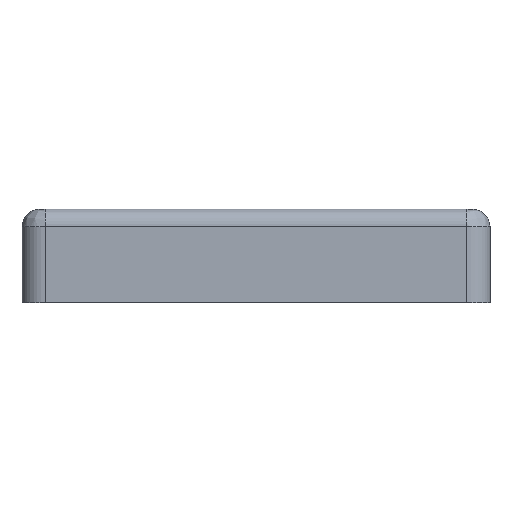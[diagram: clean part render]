
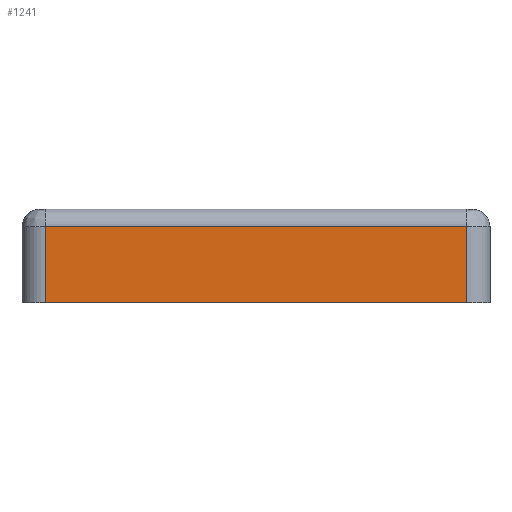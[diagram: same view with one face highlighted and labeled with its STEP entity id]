
A CAD part, front view. The second image highlights one B-rep face of the part: STEP entity #1241.
In plain terms, the highlighted planar face has unit normal (0, -1, 0).
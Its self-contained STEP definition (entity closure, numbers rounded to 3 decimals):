
#300 = CARTESIAN_POINT ( 'NONE',  ( -40., -40., 0. ) ) ;
#467 = EDGE_CURVE ( 'NONE', #3399, #6608, #2059, .T. ) ;
#669 = EDGE_CURVE ( 'NONE', #8235, #6170, #9127, .T. ) ;
#1241 = ADVANCED_FACE ( 'NONE', ( #2781 ), #8304, .F. ) ;
#1258 = LINE ( 'NONE', #5990, #3059 ) ;
#1394 = DIRECTION ( 'NONE',  ( 0., 0., -1. ) ) ;
#1972 = DIRECTION ( 'NONE',  ( 0., 0., 1. ) ) ;
#2059 = LINE ( 'NONE', #4545, #7107 ) ;
#2361 = ORIENTED_EDGE ( 'NONE', *, *, #467, .F. ) ;
#2770 = EDGE_CURVE ( 'NONE', #6170, #3399, #5759, .T. ) ;
#2781 = FACE_OUTER_BOUND ( 'NONE', #4015, .T. ) ;
#3059 = VECTOR ( 'NONE', #1394, 1000. ) ;
#3147 = CARTESIAN_POINT ( 'NONE',  ( 36., -40., 13. ) ) ;
#3399 = VERTEX_POINT ( 'NONE', #6448 ) ;
#3769 = CARTESIAN_POINT ( 'NONE',  ( 40., -40., 16. ) ) ;
#4015 = EDGE_LOOP ( 'NONE', ( #2361, #4519, #4760, #7304 ) ) ;
#4452 = DIRECTION ( 'NONE',  ( -1., 0., 0. ) ) ;
#4481 = EDGE_CURVE ( 'NONE', #6608, #8235, #1258, .T. ) ;
#4519 = ORIENTED_EDGE ( 'NONE', *, *, #2770, .F. ) ;
#4545 = CARTESIAN_POINT ( 'NONE',  ( -40., -40., 13. ) ) ;
#4760 = ORIENTED_EDGE ( 'NONE', *, *, #669, .F. ) ;
#4860 = AXIS2_PLACEMENT_3D ( 'NONE', #3769, #6086, #4452 ) ;
#5527 = VECTOR ( 'NONE', #1972, 1000. ) ;
#5661 = DIRECTION ( 'NONE',  ( -1., 0., 0. ) ) ;
#5759 = LINE ( 'NONE', #6577, #5527 ) ;
#5990 = CARTESIAN_POINT ( 'NONE',  ( 36., -40., 16. ) ) ;
#6086 = DIRECTION ( 'NONE',  ( 0., 1., 0. ) ) ;
#6170 = VERTEX_POINT ( 'NONE', #6559 ) ;
#6448 = CARTESIAN_POINT ( 'NONE',  ( -36., -40., 13. ) ) ;
#6559 = CARTESIAN_POINT ( 'NONE',  ( -36., -40., 0. ) ) ;
#6577 = CARTESIAN_POINT ( 'NONE',  ( -36., -40., 16. ) ) ;
#6608 = VERTEX_POINT ( 'NONE', #3147 ) ;
#7107 = VECTOR ( 'NONE', #8485, 1000. ) ;
#7304 = ORIENTED_EDGE ( 'NONE', *, *, #4481, .F. ) ;
#7437 = CARTESIAN_POINT ( 'NONE',  ( 36., -40., 0. ) ) ;
#8179 = VECTOR ( 'NONE', #5661, 1000. ) ;
#8235 = VERTEX_POINT ( 'NONE', #7437 ) ;
#8304 = PLANE ( 'NONE',  #4860 ) ;
#8485 = DIRECTION ( 'NONE',  ( 1., 0., 0. ) ) ;
#9127 = LINE ( 'NONE', #300, #8179 ) ;
